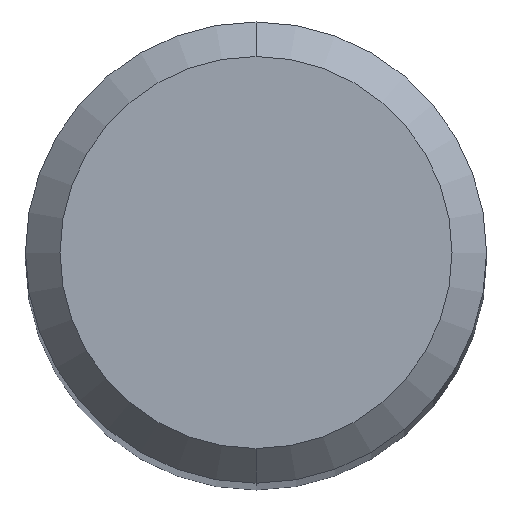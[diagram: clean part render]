
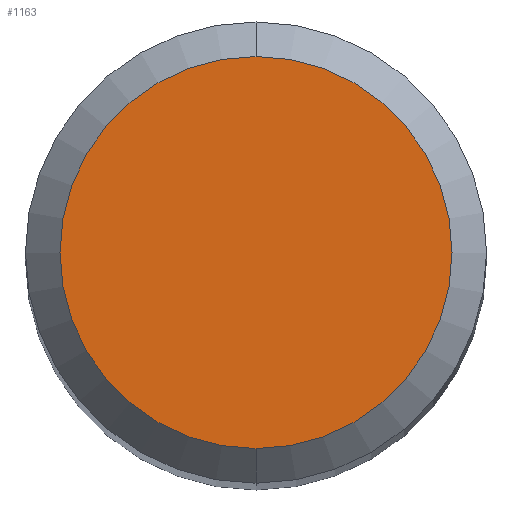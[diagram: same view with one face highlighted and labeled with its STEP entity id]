
A CAD part, top view. The second image highlights one B-rep face of the part: STEP entity #1163.
In plain terms, the highlighted planar face has unit normal (0, 0, 1).
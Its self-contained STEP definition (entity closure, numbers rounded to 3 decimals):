
#615=VERTEX_POINT('',#1457);
#703=EDGE_CURVE('',#615,#1219,#1552,.T.);
#1163=ADVANCED_FACE('',(#2055),#2056,.T.);
#1219=VERTEX_POINT('',#2117);
#1223=EDGE_CURVE('',#1219,#615,#2121,.T.);
#1457=CARTESIAN_POINT('',(0.0,1.7,0.0));
#1552=CIRCLE('',#3334,1.7);
#2055=FACE_OUTER_BOUND('',#5478,.T.);
#2056=PLANE('',#5479);
#2117=CARTESIAN_POINT('',(0.,-1.7,0.0));
#2121=CIRCLE('',#5767,1.7);
#3334=AXIS2_PLACEMENT_3D('',#6089,#6090,#6091);
#5478=EDGE_LOOP('',(#6648,#6649));
#5479=AXIS2_PLACEMENT_3D('',#6650,#6651,#6652);
#5767=AXIS2_PLACEMENT_3D('',#6726,#6727,#6728);
#6089=CARTESIAN_POINT('',(0.0,0.0,0.0));
#6090=DIRECTION('',(0.0,0.0,-1.0));
#6091=DIRECTION('',(0.0,1.0,0.0));
#6648=ORIENTED_EDGE('',*,*,#703,.F.);
#6649=ORIENTED_EDGE('',*,*,#1223,.F.);
#6650=CARTESIAN_POINT('',(0.0,0.85,0.0));
#6651=DIRECTION('',(-0.0,0.0,1.0));
#6652=DIRECTION('',(0.0,-1.0,0.0));
#6726=CARTESIAN_POINT('',(0.0,0.0,0.0));
#6727=DIRECTION('',(0.0,0.0,-1.0));
#6728=DIRECTION('',(0.0,1.0,0.0));
